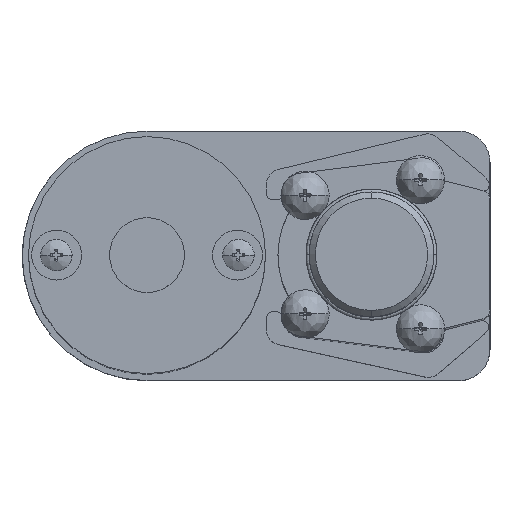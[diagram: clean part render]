
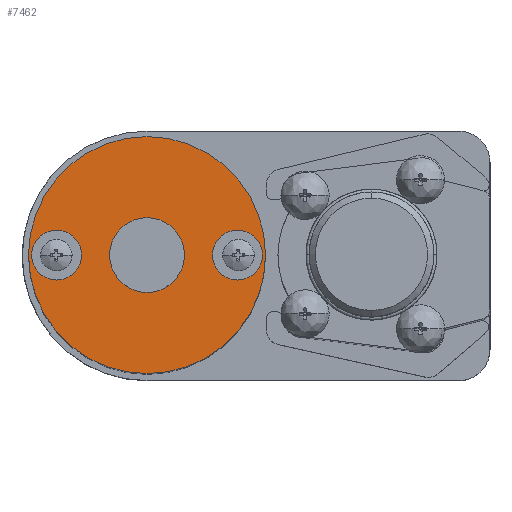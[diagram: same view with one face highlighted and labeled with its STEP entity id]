
A CAD part, top view. The second image highlights one B-rep face of the part: STEP entity #7462.
In plain terms, the highlighted planar face has unit normal (0, 0, 1).
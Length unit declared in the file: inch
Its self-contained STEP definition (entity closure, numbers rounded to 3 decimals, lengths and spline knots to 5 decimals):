
#54 = ORIENTED_EDGE ( 'NONE', *, *, #3771, .T. ) ;
#285 = VERTEX_POINT ( 'NONE', #8708 ) ;
#372 = AXIS2_PLACEMENT_3D ( 'NONE', #12221, #6934, #4287 ) ;
#438 = EDGE_CURVE ( 'NONE', #1792, #5393, #5138, .T. ) ;
#515 = ORIENTED_EDGE ( 'NONE', *, *, #438, .T. ) ;
#737 = AXIS2_PLACEMENT_3D ( 'NONE', #4593, #11574, #5593 ) ;
#959 = ORIENTED_EDGE ( 'NONE', *, *, #11676, .T. ) ;
#1299 = CARTESIAN_POINT ( 'NONE',  ( -0.57087, 0., 2.79331 ) ) ;
#1749 = DIRECTION ( 'NONE',  ( 0., 0., -1. ) ) ;
#1792 = VERTEX_POINT ( 'NONE', #6085 ) ;
#1811 = EDGE_CURVE ( 'NONE', #8637, #285, #3012, .T. ) ;
#2029 = EDGE_CURVE ( 'NONE', #285, #8637, #3598, .T. ) ;
#2105 = ORIENTED_EDGE ( 'NONE', *, *, #3921, .T. ) ;
#2234 = EDGE_LOOP ( 'NONE', ( #2105, #959 ) ) ;
#2259 = DIRECTION ( 'NONE',  ( 1., 0., 0. ) ) ;
#2383 = CARTESIAN_POINT ( 'NONE',  ( -0.57087, 0., 2.79331 ) ) ;
#2395 = DIRECTION ( 'NONE',  ( 0., 0., -1. ) ) ;
#2399 = DIRECTION ( 'NONE',  ( 1., 0., 0. ) ) ;
#2407 = ORIENTED_EDGE ( 'NONE', *, *, #4824, .T. ) ;
#2702 = AXIS2_PLACEMENT_3D ( 'NONE', #3310, #5945, #11332 ) ;
#2736 = CARTESIAN_POINT ( 'NONE',  ( 0.72835, 0., 2.79331 ) ) ;
#2764 = FACE_OUTER_BOUND ( 'NONE', #5154, .T. ) ;
#2774 = CIRCLE ( 'NONE', #6352, 0.15748 ) ;
#3012 = CIRCLE ( 'NONE', #12585, 0.74803 ) ;
#3201 = AXIS2_PLACEMENT_3D ( 'NONE', #9166, #3249, #10183 ) ;
#3249 = DIRECTION ( 'NONE',  ( 0., 0., 1. ) ) ;
#3310 = CARTESIAN_POINT ( 'NONE',  ( 0., 0., 2.79331 ) ) ;
#3598 = CIRCLE ( 'NONE', #11713, 0.74803 ) ;
#3767 = CARTESIAN_POINT ( 'NONE',  ( 0.41339, 0., 2.79331 ) ) ;
#3771 = EDGE_CURVE ( 'NONE', #4638, #4556, #11737, .T. ) ;
#3910 = ORIENTED_EDGE ( 'NONE', *, *, #1811, .F. ) ;
#3921 = EDGE_CURVE ( 'NONE', #9397, #7898, #6128, .T. ) ;
#4214 = DIRECTION ( 'NONE',  ( 0., 0., -1. ) ) ;
#4287 = DIRECTION ( 'NONE',  ( 1., 0., 0. ) ) ;
#4293 = CARTESIAN_POINT ( 'NONE',  ( 0., 0., 2.79331 ) ) ;
#4336 = EDGE_LOOP ( 'NONE', ( #54, #2407 ) ) ;
#4556 = VERTEX_POINT ( 'NONE', #3767 ) ;
#4593 = CARTESIAN_POINT ( 'NONE',  ( 0., 0., 2.79331 ) ) ;
#4638 = VERTEX_POINT ( 'NONE', #2736 ) ;
#4824 = EDGE_CURVE ( 'NONE', #4556, #4638, #12519, .T. ) ;
#5138 = CIRCLE ( 'NONE', #2702, 0.23622 ) ;
#5153 = CARTESIAN_POINT ( 'NONE',  ( -0.72835, 0., 2.79331 ) ) ;
#5154 = EDGE_LOOP ( 'NONE', ( #3910, #6908 ) ) ;
#5377 = FACE_BOUND ( 'NONE', #2234, .T. ) ;
#5393 = VERTEX_POINT ( 'NONE', #7306 ) ;
#5593 = DIRECTION ( 'NONE',  ( 1., 0., 0. ) ) ;
#5691 = FACE_BOUND ( 'NONE', #11034, .T. ) ;
#5715 = AXIS2_PLACEMENT_3D ( 'NONE', #2383, #2395, #2399 ) ;
#5776 = EDGE_CURVE ( 'NONE', #5393, #1792, #8808, .T. ) ;
#5945 = DIRECTION ( 'NONE',  ( 0., 0., -1. ) ) ;
#6085 = CARTESIAN_POINT ( 'NONE',  ( 0.23622, 0., 2.79331 ) ) ;
#6128 = CIRCLE ( 'NONE', #5715, 0.15748 ) ;
#6352 = AXIS2_PLACEMENT_3D ( 'NONE', #1299, #8190, #2259 ) ;
#6908 = ORIENTED_EDGE ( 'NONE', *, *, #2029, .F. ) ;
#6934 = DIRECTION ( 'NONE',  ( 0., 0., -1. ) ) ;
#7306 = CARTESIAN_POINT ( 'NONE',  ( -0.23622, 0., 2.79331 ) ) ;
#7462 = ADVANCED_FACE ( 'NONE', ( #5377, #5691, #10688, #2764 ), #11146, .T. ) ;
#7634 = DIRECTION ( 'NONE',  ( 1., 0., 0. ) ) ;
#7770 = CARTESIAN_POINT ( 'NONE',  ( 0.57087, 0., 2.79331 ) ) ;
#7813 = DIRECTION ( 'NONE',  ( 0., 0., -1. ) ) ;
#7898 = VERTEX_POINT ( 'NONE', #5153 ) ;
#8190 = DIRECTION ( 'NONE',  ( 0., 0., -1. ) ) ;
#8562 = CARTESIAN_POINT ( 'NONE',  ( 0.74803, 0., 2.79331 ) ) ;
#8637 = VERTEX_POINT ( 'NONE', #8562 ) ;
#8708 = CARTESIAN_POINT ( 'NONE',  ( -0.74803, 0., 2.79331 ) ) ;
#8808 = CIRCLE ( 'NONE', #737, 0.23622 ) ;
#9161 = CARTESIAN_POINT ( 'NONE',  ( 0., 0., 2.79331 ) ) ;
#9166 = CARTESIAN_POINT ( 'NONE',  ( 0., 0., 2.79331 ) ) ;
#9254 = DIRECTION ( 'NONE',  ( 1., 0., 0. ) ) ;
#9397 = VERTEX_POINT ( 'NONE', #10773 ) ;
#10183 = DIRECTION ( 'NONE',  ( 1., 0., 0. ) ) ;
#10688 = FACE_BOUND ( 'NONE', #4336, .T. ) ;
#10773 = CARTESIAN_POINT ( 'NONE',  ( -0.41339, 0., 2.79331 ) ) ;
#11034 = EDGE_LOOP ( 'NONE', ( #515, #11559 ) ) ;
#11146 = PLANE ( 'NONE',  #3201 ) ;
#11332 = DIRECTION ( 'NONE',  ( 1., 0., 0. ) ) ;
#11559 = ORIENTED_EDGE ( 'NONE', *, *, #5776, .T. ) ;
#11574 = DIRECTION ( 'NONE',  ( 0., 0., -1. ) ) ;
#11676 = EDGE_CURVE ( 'NONE', #7898, #9397, #2774, .T. ) ;
#11713 = AXIS2_PLACEMENT_3D ( 'NONE', #9161, #1749, #9254 ) ;
#11737 = CIRCLE ( 'NONE', #11989, 0.15748 ) ;
#11989 = AXIS2_PLACEMENT_3D ( 'NONE', #7770, #7813, #7634 ) ;
#12221 = CARTESIAN_POINT ( 'NONE',  ( 0.57087, 0., 2.79331 ) ) ;
#12519 = CIRCLE ( 'NONE', #372, 0.15748 ) ;
#12585 = AXIS2_PLACEMENT_3D ( 'NONE', #4293, #4214, #12692 ) ;
#12692 = DIRECTION ( 'NONE',  ( 1., 0., 0. ) ) ;
